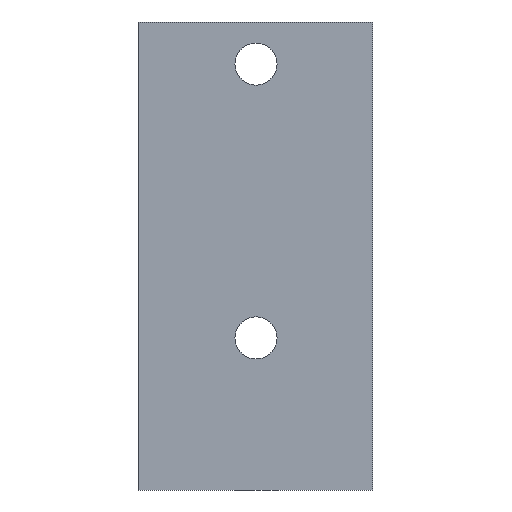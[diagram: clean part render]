
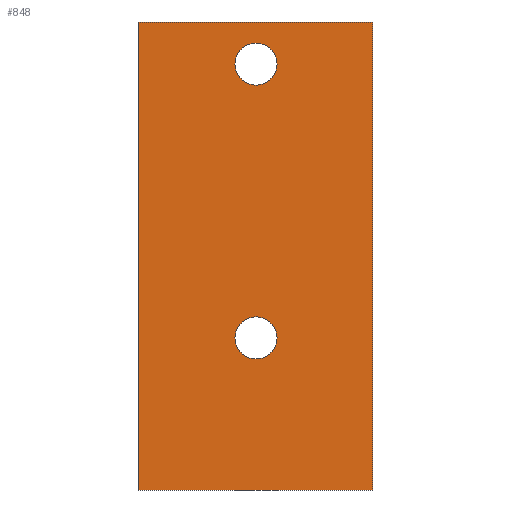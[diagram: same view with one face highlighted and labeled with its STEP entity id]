
A CAD part, front view. The second image highlights one B-rep face of the part: STEP entity #848.
In plain terms, the highlighted planar face has unit normal (0, -1, 0).
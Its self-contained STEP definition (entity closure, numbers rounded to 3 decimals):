
#1 = EDGE_CURVE ( 'NONE', #51, #298, #231, .T. ) ;
#7 = DIRECTION ( 'NONE',  ( 0., 0., -1. ) ) ;
#51 = VERTEX_POINT ( 'NONE', #1083 ) ;
#64 = CARTESIAN_POINT ( 'NONE',  ( 0., 0., -13. ) ) ;
#86 = DIRECTION ( 'NONE',  ( 0., 0., -1. ) ) ;
#101 = LINE ( 'NONE', #366, #806 ) ;
#113 = EDGE_CURVE ( 'NONE', #362, #140, #618, .T. ) ;
#127 = CARTESIAN_POINT ( 'NONE',  ( 25., 0., -50. ) ) ;
#140 = VERTEX_POINT ( 'NONE', #238 ) ;
#163 = ORIENTED_EDGE ( 'NONE', *, *, #252, .F. ) ;
#184 = VECTOR ( 'NONE', #1020, 1000. ) ;
#218 = AXIS2_PLACEMENT_3D ( 'NONE', #718, #917, #7 ) ;
#231 = LINE ( 'NONE', #127, #1059 ) ;
#236 = CARTESIAN_POINT ( 'NONE',  ( 25., 0., 50. ) ) ;
#238 = CARTESIAN_POINT ( 'NONE',  ( 0., 0., -22. ) ) ;
#244 = AXIS2_PLACEMENT_3D ( 'NONE', #328, #682, #882 ) ;
#252 = EDGE_CURVE ( 'NONE', #140, #362, #1016, .T. ) ;
#298 = VERTEX_POINT ( 'NONE', #580 ) ;
#300 = CARTESIAN_POINT ( 'NONE',  ( -25., 0., 50. ) ) ;
#307 = FACE_BOUND ( 'NONE', #727, .T. ) ;
#315 = CIRCLE ( 'NONE', #1139, 4.5 ) ;
#328 = CARTESIAN_POINT ( 'NONE',  ( 0., 0., 41. ) ) ;
#339 = VERTEX_POINT ( 'NONE', #747 ) ;
#346 = EDGE_LOOP ( 'NONE', ( #1145, #623, #911, #512 ) ) ;
#351 = ORIENTED_EDGE ( 'NONE', *, *, #113, .F. ) ;
#362 = VERTEX_POINT ( 'NONE', #64 ) ;
#366 = CARTESIAN_POINT ( 'NONE',  ( 25., 0., 50. ) ) ;
#386 = VERTEX_POINT ( 'NONE', #495 ) ;
#415 = FACE_BOUND ( 'NONE', #664, .T. ) ;
#447 = EDGE_CURVE ( 'NONE', #599, #922, #1137, .T. ) ;
#481 = DIRECTION ( 'NONE',  ( 0., 0., 1. ) ) ;
#495 = CARTESIAN_POINT ( 'NONE',  ( 25., 0., 50. ) ) ;
#512 = ORIENTED_EDGE ( 'NONE', *, *, #863, .T. ) ;
#566 = CARTESIAN_POINT ( 'NONE',  ( 0., 0., 41. ) ) ;
#569 = DIRECTION ( 'NONE',  ( 0., 1., 0. ) ) ;
#580 = CARTESIAN_POINT ( 'NONE',  ( -25., 0., -50. ) ) ;
#588 = DIRECTION ( 'NONE',  ( -1., 0., 0. ) ) ;
#599 = VERTEX_POINT ( 'NONE', #626 ) ;
#618 = CIRCLE ( 'NONE', #1000, 4.5 ) ;
#623 = ORIENTED_EDGE ( 'NONE', *, *, #1, .F. ) ;
#626 = CARTESIAN_POINT ( 'NONE',  ( 0., 0., 45.5 ) ) ;
#643 = ORIENTED_EDGE ( 'NONE', *, *, #447, .F. ) ;
#647 = AXIS2_PLACEMENT_3D ( 'NONE', #236, #569, #481 ) ;
#664 = EDGE_LOOP ( 'NONE', ( #351, #163 ) ) ;
#682 = DIRECTION ( 'NONE',  ( 0., -1., 0. ) ) ;
#718 = CARTESIAN_POINT ( 'NONE',  ( 0., 0., -17.5 ) ) ;
#727 = EDGE_LOOP ( 'NONE', ( #643, #899 ) ) ;
#741 = DIRECTION ( 'NONE',  ( 0., 0., -1. ) ) ;
#744 = EDGE_CURVE ( 'NONE', #922, #599, #315, .T. ) ;
#747 = CARTESIAN_POINT ( 'NONE',  ( -25., 0., 50. ) ) ;
#760 = LINE ( 'NONE', #300, #825 ) ;
#791 = EDGE_CURVE ( 'NONE', #339, #298, #760, .T. ) ;
#806 = VECTOR ( 'NONE', #1005, 1000. ) ;
#825 = VECTOR ( 'NONE', #829, 1000. ) ;
#829 = DIRECTION ( 'NONE',  ( 0., 0., -1. ) ) ;
#835 = CARTESIAN_POINT ( 'NONE',  ( 25., 0., 50. ) ) ;
#848 = ADVANCED_FACE ( 'NONE', ( #415, #307, #1144 ), #1116, .F. ) ;
#852 = DIRECTION ( 'NONE',  ( 0., -1., 0. ) ) ;
#863 = EDGE_CURVE ( 'NONE', #386, #339, #1131, .T. ) ;
#882 = DIRECTION ( 'NONE',  ( 0., 0., -1. ) ) ;
#897 = CARTESIAN_POINT ( 'NONE',  ( 0., 0., -17.5 ) ) ;
#899 = ORIENTED_EDGE ( 'NONE', *, *, #744, .F. ) ;
#911 = ORIENTED_EDGE ( 'NONE', *, *, #949, .F. ) ;
#917 = DIRECTION ( 'NONE',  ( 0., -1., 0. ) ) ;
#922 = VERTEX_POINT ( 'NONE', #1077 ) ;
#949 = EDGE_CURVE ( 'NONE', #386, #51, #101, .T. ) ;
#990 = DIRECTION ( 'NONE',  ( 0., -1., 0. ) ) ;
#1000 = AXIS2_PLACEMENT_3D ( 'NONE', #897, #990, #86 ) ;
#1005 = DIRECTION ( 'NONE',  ( 0., 0., -1. ) ) ;
#1016 = CIRCLE ( 'NONE', #218, 4.5 ) ;
#1020 = DIRECTION ( 'NONE',  ( -1., 0., 0. ) ) ;
#1059 = VECTOR ( 'NONE', #588, 1000. ) ;
#1077 = CARTESIAN_POINT ( 'NONE',  ( 0., 0., 36.5 ) ) ;
#1083 = CARTESIAN_POINT ( 'NONE',  ( 25., 0., -50. ) ) ;
#1116 = PLANE ( 'NONE',  #647 ) ;
#1131 = LINE ( 'NONE', #835, #184 ) ;
#1137 = CIRCLE ( 'NONE', #244, 4.5 ) ;
#1139 = AXIS2_PLACEMENT_3D ( 'NONE', #566, #852, #741 ) ;
#1144 = FACE_OUTER_BOUND ( 'NONE', #346, .T. ) ;
#1145 = ORIENTED_EDGE ( 'NONE', *, *, #791, .T. ) ;
